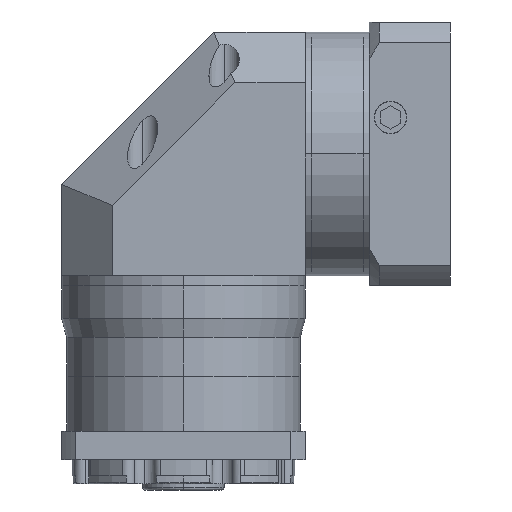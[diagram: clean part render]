
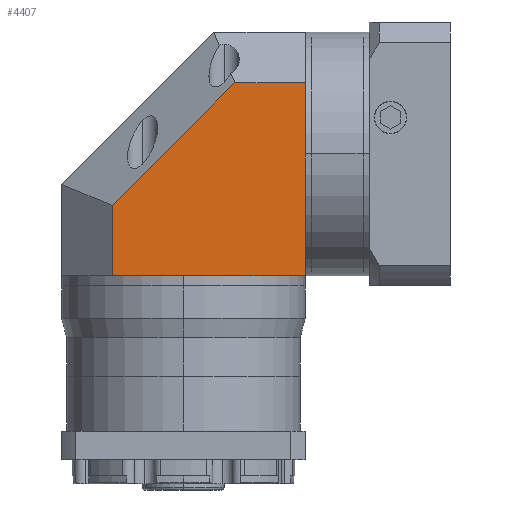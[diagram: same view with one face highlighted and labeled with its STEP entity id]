
A CAD part, left-side view. The second image highlights one B-rep face of the part: STEP entity #4407.
In plain terms, the highlighted planar face has unit normal (-1, 0, 0).
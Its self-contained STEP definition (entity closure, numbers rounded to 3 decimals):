
#73 = EDGE_CURVE ( 'NONE', #1614, #1572, #4508, .T. ) ;
#306 = LINE ( 'NONE', #11544, #6270 ) ;
#462 = EDGE_CURVE ( 'NONE', #7195, #14237, #6913, .T. ) ;
#716 = PLANE ( 'NONE',  #7827 ) ;
#1070 = CARTESIAN_POINT ( 'NONE',  ( -60., 64.822, -55.178 ) ) ;
#1360 = VECTOR ( 'NONE', #3928, 1000. ) ;
#1572 = VERTEX_POINT ( 'NONE', #6762 ) ;
#1614 = VERTEX_POINT ( 'NONE', #2003 ) ;
#2003 = CARTESIAN_POINT ( 'NONE',  ( -60., -60., -60. ) ) ;
#3039 = ORIENTED_EDGE ( 'NONE', *, *, #10723, .T. ) ;
#3188 = CARTESIAN_POINT ( 'NONE',  ( -60., -60., -60. ) ) ;
#3928 = DIRECTION ( 'NONE',  ( 0., 0., 1. ) ) ;
#4407 = ADVANCED_FACE ( 'NONE', ( #10379 ), #716, .T. ) ;
#4508 = LINE ( 'NONE', #3188, #1360 ) ;
#4552 = LINE ( 'NONE', #6601, #10427 ) ;
#4693 = ORIENTED_EDGE ( 'NONE', *, *, #462, .T. ) ;
#5081 = ORIENTED_EDGE ( 'NONE', *, *, #73, .T. ) ;
#5527 = EDGE_LOOP ( 'NONE', ( #4693, #14574, #3039, #5081, #8756, #13602 ) ) ;
#5876 = DIRECTION ( 'NONE',  ( 0., 0., 1. ) ) ;
#6063 = CARTESIAN_POINT ( 'NONE',  ( -60., 35., -60. ) ) ;
#6270 = VECTOR ( 'NONE', #11595, 1000. ) ;
#6550 = VECTOR ( 'NONE', #7306, 1000. ) ;
#6601 = CARTESIAN_POINT ( 'NONE',  ( -60., 60., -60. ) ) ;
#6665 = CARTESIAN_POINT ( 'NONE',  ( -60., 35., -25.355 ) ) ;
#6762 = CARTESIAN_POINT ( 'NONE',  ( -60., -60., 0. ) ) ;
#6913 = LINE ( 'NONE', #1070, #6550 ) ;
#6916 = CARTESIAN_POINT ( 'NONE',  ( -60., -60., 35. ) ) ;
#6970 = CARTESIAN_POINT ( 'NONE',  ( -60., 60., -60. ) ) ;
#7031 = DIRECTION ( 'NONE',  ( -1., 0., 0. ) ) ;
#7195 = VERTEX_POINT ( 'NONE', #13593 ) ;
#7306 = DIRECTION ( 'NONE',  ( 0., 0.707, -0.707 ) ) ;
#7827 = AXIS2_PLACEMENT_3D ( 'NONE', #6970, #7031, #7909 ) ;
#7893 = VERTEX_POINT ( 'NONE', #6063 ) ;
#7909 = DIRECTION ( 'NONE',  ( 0., -1., 0. ) ) ;
#8736 = LINE ( 'NONE', #11669, #11431 ) ;
#8756 = ORIENTED_EDGE ( 'NONE', *, *, #15157, .T. ) ;
#9966 = EDGE_CURVE ( 'NONE', #12920, #7195, #306, .T. ) ;
#10379 = FACE_OUTER_BOUND ( 'NONE', #5527, .T. ) ;
#10427 = VECTOR ( 'NONE', #14710, 1000. ) ;
#10723 = EDGE_CURVE ( 'NONE', #7893, #1614, #4552, .T. ) ;
#11431 = VECTOR ( 'NONE', #5876, 1000. ) ;
#11544 = CARTESIAN_POINT ( 'NONE',  ( -60., 60., 35. ) ) ;
#11595 = DIRECTION ( 'NONE',  ( 0., 1., 0. ) ) ;
#11669 = CARTESIAN_POINT ( 'NONE',  ( -60., -60., -60. ) ) ;
#12425 = VECTOR ( 'NONE', #15120, 1000. ) ;
#12780 = LINE ( 'NONE', #13940, #12425 ) ;
#12920 = VERTEX_POINT ( 'NONE', #6916 ) ;
#13309 = EDGE_CURVE ( 'NONE', #14237, #7893, #12780, .T. ) ;
#13593 = CARTESIAN_POINT ( 'NONE',  ( -60., -25.355, 35. ) ) ;
#13602 = ORIENTED_EDGE ( 'NONE', *, *, #9966, .T. ) ;
#13940 = CARTESIAN_POINT ( 'NONE',  ( -60., 35., -60. ) ) ;
#14237 = VERTEX_POINT ( 'NONE', #6665 ) ;
#14574 = ORIENTED_EDGE ( 'NONE', *, *, #13309, .T. ) ;
#14710 = DIRECTION ( 'NONE',  ( 0., -1., 0. ) ) ;
#15120 = DIRECTION ( 'NONE',  ( 0., 0., -1. ) ) ;
#15157 = EDGE_CURVE ( 'NONE', #1572, #12920, #8736, .T. ) ;
